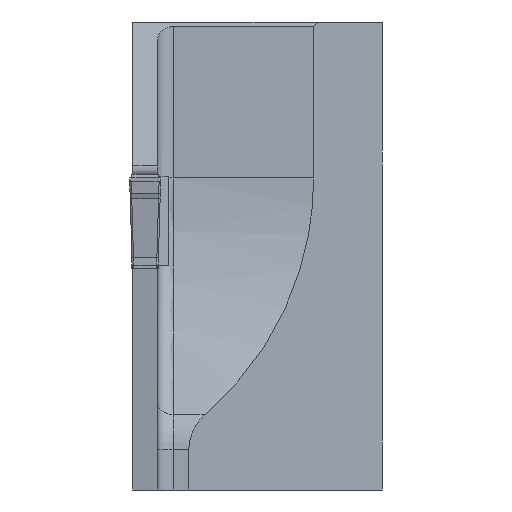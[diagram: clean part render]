
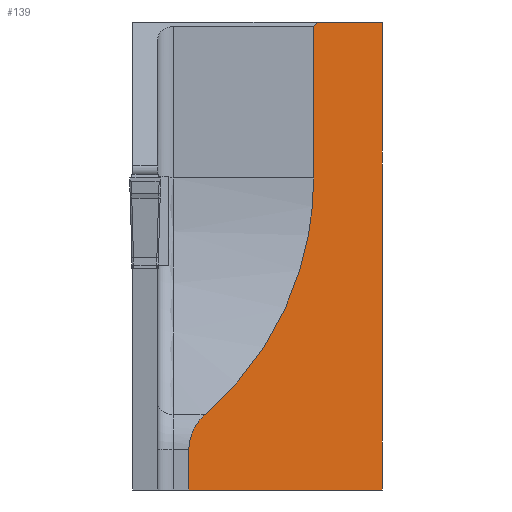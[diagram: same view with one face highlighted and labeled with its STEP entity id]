
A CAD part, left-side view. The second image highlights one B-rep face of the part: STEP entity #139.
In plain terms, the highlighted planar face has unit normal (-0.707, -0.707, 0).
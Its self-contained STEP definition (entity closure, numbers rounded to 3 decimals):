
#73=ELLIPSE('',#1672,4.243,3.);
#76=ELLIPSE('',#1699,28.284,20.);
#139=ADVANCED_FACE('',(#293),#222,.F.);
#222=PLANE('',#1712);
#293=FACE_OUTER_BOUND('',#382,.T.);
#382=EDGE_LOOP('',(#628,#629,#630,#631,#632,#633,#634,#635));
#628=ORIENTED_EDGE('',*,*,#1158,.F.);
#629=ORIENTED_EDGE('',*,*,#1159,.F.);
#630=ORIENTED_EDGE('',*,*,#1117,.F.);
#631=ORIENTED_EDGE('',*,*,#1114,.F.);
#632=ORIENTED_EDGE('',*,*,#1108,.F.);
#633=ORIENTED_EDGE('',*,*,#1095,.F.);
#634=ORIENTED_EDGE('',*,*,#1090,.F.);
#635=ORIENTED_EDGE('',*,*,#1169,.T.);
#942=VERTEX_POINT('',#2303);
#943=VERTEX_POINT('',#2305);
#947=VERTEX_POINT('',#2315);
#957=VERTEX_POINT('',#2340);
#959=VERTEX_POINT('',#2347);
#961=VERTEX_POINT('',#2353);
#978=VERTEX_POINT('',#2433);
#981=VERTEX_POINT('',#2438);
#1090=EDGE_CURVE('',#942,#943,#1317,.T.);
#1095=EDGE_CURVE('',#943,#947,#1321,.T.);
#1108=EDGE_CURVE('',#947,#957,#1334,.T.);
#1114=EDGE_CURVE('',#957,#959,#1339,.T.);
#1117=EDGE_CURVE('',#959,#961,#73,.T.);
#1158=EDGE_CURVE('',#981,#978,#1379,.T.);
#1159=EDGE_CURVE('',#961,#981,#76,.T.);
#1169=EDGE_CURVE('',#942,#978,#1381,.T.);
#1317=LINE('',#2304,#1497);
#1321=LINE('',#2314,#1501);
#1334=LINE('',#2339,#1514);
#1339=LINE('',#2350,#1519);
#1379=LINE('',#2439,#1559);
#1381=LINE('',#2471,#1561);
#1497=VECTOR('',#1832,1.);
#1501=VECTOR('',#1840,1.);
#1514=VECTOR('',#1857,1.);
#1519=VECTOR('',#1866,1.);
#1559=VECTOR('',#1962,1.);
#1561=VECTOR('',#1992,1.);
#1672=AXIS2_PLACEMENT_3D('',#2356,#1872,#1873);
#1699=AXIS2_PLACEMENT_3D('',#2441,#1965,#1966);
#1712=AXIS2_PLACEMENT_3D('',#2472,#1993,#1994);
#1832=DIRECTION('',(0.707,-0.707,0.));
#1840=DIRECTION('',(0.,0.,-1.));
#1857=DIRECTION('',(-0.707,0.707,0.));
#1866=DIRECTION('',(0.,0.,1.));
#1872=DIRECTION('',(0.707,0.707,0.));
#1873=DIRECTION('',(-0.707,0.707,0.));
#1962=DIRECTION('',(0.,0.,1.));
#1965=DIRECTION('',(-0.707,-0.707,0.));
#1966=DIRECTION('',(-0.707,0.707,0.));
#1992=DIRECTION('',(-0.608,0.608,-0.51));
#1993=DIRECTION('',(0.707,0.707,0.));
#1994=DIRECTION('',(0.707,-0.707,0.));
#2303=CARTESIAN_POINT('',(16.353,-11.953,10.));
#2304=CARTESIAN_POINT('',(8.,-3.6,10.));
#2305=CARTESIAN_POINT('',(20.4,-16.,10.));
#2314=CARTESIAN_POINT('',(20.4,-16.,-22.));
#2315=CARTESIAN_POINT('',(20.4,-16.,-20.));
#2339=CARTESIAN_POINT('',(8.,-3.6,-20.));
#2340=CARTESIAN_POINT('',(8.,-3.6,-20.));
#2347=CARTESIAN_POINT('',(8.,-3.6,-17.436));
#2350=CARTESIAN_POINT('',(8.,-3.6,-22.));
#2353=CARTESIAN_POINT('',(9.043,-4.643,-15.161));
#2356=CARTESIAN_POINT('',(11.,-6.6,-17.436));
#2433=CARTESIAN_POINT('',(16.,-11.6,9.704));
#2438=CARTESIAN_POINT('',(16.,-11.6,0.));
#2439=CARTESIAN_POINT('',(16.,-11.6,-22.));
#2441=CARTESIAN_POINT('',(-4.,8.4,0.));
#2471=CARTESIAN_POINT('',(7.581,-3.181,2.64));
#2472=CARTESIAN_POINT('',(8.,-3.6,-22.));
